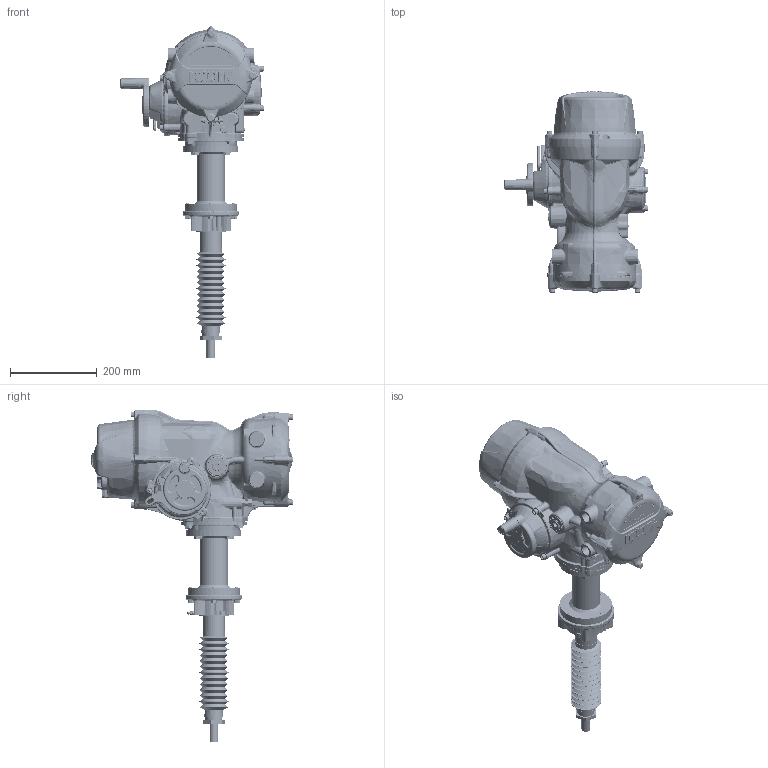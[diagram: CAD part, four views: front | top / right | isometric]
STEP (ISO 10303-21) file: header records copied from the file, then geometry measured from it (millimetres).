
FILE_DESCRIPTION(/* description */ ('Unknown'),/* implementation_level */ '2;1');
FILE_NAME(/* name */ 'iq-Sz1-linear-f10-3d-cad-e3 Rev1',/* time_stamp */ '2021-01-29T11:45:46+00:00',/* author */ ('Unknown'),/* organization */ ('Unknown'),/* preprocessor_version */ 'ST-DEVELOPER v16.7',/* originating_system */ 'Solid Edge',/* authorisation */ 'Unknown');
FILE_SCHEMA (('AUTOMOTIVE_DESIGN {1 0 10303 214 3 1 1}'));
Length unit declared in the file: millimetre
Products named in the file (1): iq-Sz1-linear-f10-3d-cad-e3 Rev1
Bounding box: 329.5 x 463.55 x 764.65 mm (x, y, z)
Volume: 52361.9 mm3; surface area: 822479.5 mm2
Topology: 22 solids, 48 shells, 11906 faces, 29878 edges, 17961 vertices
Faces by surface type: plane 4238, bspline 3896, cylinder 1564, cone 911, torus 880, sphere 417
Full cylindrical faces by diameter (mm): 0.2 x1, 1.152 x1, 1.366 x1, 1.8 x1, 2 x1, 2.301 x1, 2.487 x1, 3 x11, 3.12 x2, 3.14 x2, 3.3 x4, 3.5 x1, 3.701 x1, 4 x3, 4.753 x1, 4.773 x1, 4.917 x3, 5 x5, 5.2 x2, 5.301 x1, 5.4 x1, 5.5 x1, 6 x9, 6.2 x1, 6.3 x1, 6.4 x1, 6.45 x10, 6.47 x10, 6.647 x2, 6.8 x3
Entity records: 530455 total; most frequent: CARTESIAN_POINT 199660, ORIENTED_EDGE 56662, DIRECTION 43204, EDGE_CURVE 28334, VERTEX_POINT 17601, AXIS2_PLACEMENT_3D 16907, FACE_BOUND 13192, EDGE_LOOP 13165
